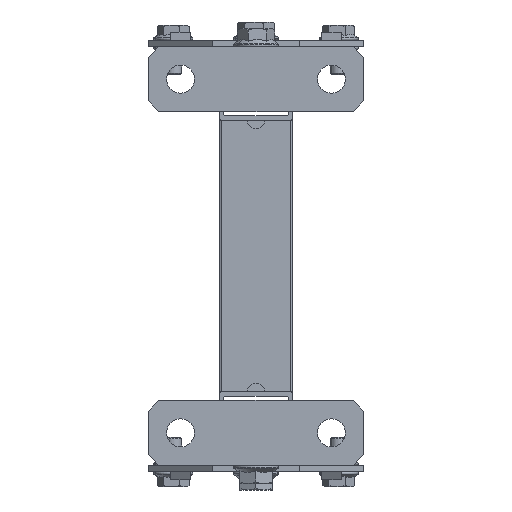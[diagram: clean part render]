
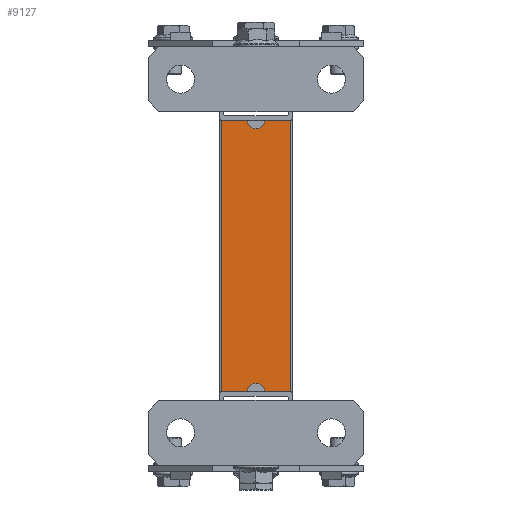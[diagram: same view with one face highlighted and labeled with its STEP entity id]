
A CAD part, front view. The second image highlights one B-rep face of the part: STEP entity #9127.
In plain terms, the highlighted face is planar.
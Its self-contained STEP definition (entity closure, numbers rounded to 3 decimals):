
#425 = PLANE ( 'NONE',  #3729 ) ;
#508 = EDGE_CURVE ( 'NONE', #1970, #4370, #1674, .T. ) ;
#735 = ORIENTED_EDGE ( 'NONE', *, *, #7587, .F. ) ;
#1004 = CARTESIAN_POINT ( 'NONE',  ( 0., 126., 17. ) ) ;
#1023 = VERTEX_POINT ( 'NONE', #9366 ) ;
#1038 = LINE ( 'NONE', #5662, #5192 ) ;
#1112 = VERTEX_POINT ( 'NONE', #10238 ) ;
#1125 = CIRCLE ( 'NONE', #5473, 4. ) ;
#1146 = ORIENTED_EDGE ( 'NONE', *, *, #9679, .F. ) ;
#1195 = CARTESIAN_POINT ( 'NONE',  ( -17., 126., 17. ) ) ;
#1246 = ORIENTED_EDGE ( 'NONE', *, *, #3112, .F. ) ;
#1341 = DIRECTION ( 'NONE',  ( 0., 1., 0. ) ) ;
#1368 = DIRECTION ( 'NONE',  ( 1., 0., 0. ) ) ;
#1397 = VERTEX_POINT ( 'NONE', #10626 ) ;
#1411 = DIRECTION ( 'NONE',  ( 1., 0., 0. ) ) ;
#1429 = VECTOR ( 'NONE', #8458, 1000. ) ;
#1619 = CARTESIAN_POINT ( 'NONE',  ( -4., 126., 17. ) ) ;
#1674 = LINE ( 'NONE', #4722, #9468 ) ;
#1970 = VERTEX_POINT ( 'NONE', #3275 ) ;
#1992 = LINE ( 'NONE', #9620, #8360 ) ;
#2409 = ORIENTED_EDGE ( 'NONE', *, *, #4840, .F. ) ;
#2417 = EDGE_CURVE ( 'NONE', #1397, #1023, #1992, .T. ) ;
#2513 = LINE ( 'NONE', #8239, #8357 ) ;
#2640 = ORIENTED_EDGE ( 'NONE', *, *, #508, .T. ) ;
#2935 = CARTESIAN_POINT ( 'NONE',  ( -16., 0., 17. ) ) ;
#3112 = EDGE_CURVE ( 'NONE', #10552, #1023, #2513, .T. ) ;
#3275 = CARTESIAN_POINT ( 'NONE',  ( -16., 126., 17. ) ) ;
#3330 = ORIENTED_EDGE ( 'NONE', *, *, #2417, .T. ) ;
#3645 = LINE ( 'NONE', #8291, #1429 ) ;
#3729 = AXIS2_PLACEMENT_3D ( 'NONE', #1195, #5295, #7013 ) ;
#4323 = ORIENTED_EDGE ( 'NONE', *, *, #7246, .T. ) ;
#4370 = VERTEX_POINT ( 'NONE', #2935 ) ;
#4722 = CARTESIAN_POINT ( 'NONE',  ( -16., 126., 17. ) ) ;
#4840 = EDGE_CURVE ( 'NONE', #1112, #5987, #5193, .T. ) ;
#5192 = VECTOR ( 'NONE', #1411, 1000. ) ;
#5193 = CIRCLE ( 'NONE', #6379, 4. ) ;
#5204 = DIRECTION ( 'NONE',  ( 0., 0., 1. ) ) ;
#5210 = DIRECTION ( 'NONE',  ( 1., 0., 0. ) ) ;
#5295 = DIRECTION ( 'NONE',  ( 0., 0., -1. ) ) ;
#5473 = AXIS2_PLACEMENT_3D ( 'NONE', #1004, #8478, #5210 ) ;
#5662 = CARTESIAN_POINT ( 'NONE',  ( -17., 126., 17. ) ) ;
#5777 = CARTESIAN_POINT ( 'NONE',  ( 4., 126., 17. ) ) ;
#5987 = VERTEX_POINT ( 'NONE', #8047 ) ;
#6379 = AXIS2_PLACEMENT_3D ( 'NONE', #9387, #5204, #7710 ) ;
#6579 = VERTEX_POINT ( 'NONE', #1619 ) ;
#6904 = EDGE_LOOP ( 'NONE', ( #8301, #2409, #4323, #3330, #1246, #1146, #735, #2640 ) ) ;
#7013 = DIRECTION ( 'NONE',  ( -1., 0., 0. ) ) ;
#7246 = EDGE_CURVE ( 'NONE', #1112, #1397, #3645, .T. ) ;
#7259 = VECTOR ( 'NONE', #1368, 1000. ) ;
#7587 = EDGE_CURVE ( 'NONE', #1970, #6579, #1038, .T. ) ;
#7710 = DIRECTION ( 'NONE',  ( 1., 0., 0. ) ) ;
#8047 = CARTESIAN_POINT ( 'NONE',  ( -4., 0., 17. ) ) ;
#8187 = EDGE_CURVE ( 'NONE', #4370, #5987, #10632, .T. ) ;
#8239 = CARTESIAN_POINT ( 'NONE',  ( -17., 126., 17. ) ) ;
#8291 = CARTESIAN_POINT ( 'NONE',  ( -17., 0., 17. ) ) ;
#8301 = ORIENTED_EDGE ( 'NONE', *, *, #8187, .T. ) ;
#8344 = DIRECTION ( 'NONE',  ( 1., 0., 0. ) ) ;
#8357 = VECTOR ( 'NONE', #8344, 1000. ) ;
#8360 = VECTOR ( 'NONE', #1341, 1000. ) ;
#8458 = DIRECTION ( 'NONE',  ( 1., 0., 0. ) ) ;
#8478 = DIRECTION ( 'NONE',  ( 0., 0., 1. ) ) ;
#9127 = ADVANCED_FACE ( 'NONE', ( #10103 ), #425, .F. ) ;
#9366 = CARTESIAN_POINT ( 'NONE',  ( 16., 126., 17. ) ) ;
#9387 = CARTESIAN_POINT ( 'NONE',  ( 0., 0., 17. ) ) ;
#9468 = VECTOR ( 'NONE', #10528, 1000. ) ;
#9620 = CARTESIAN_POINT ( 'NONE',  ( 16., 126., 17. ) ) ;
#9679 = EDGE_CURVE ( 'NONE', #6579, #10552, #1125, .T. ) ;
#10103 = FACE_OUTER_BOUND ( 'NONE', #6904, .T. ) ;
#10238 = CARTESIAN_POINT ( 'NONE',  ( 4., 0., 17. ) ) ;
#10517 = CARTESIAN_POINT ( 'NONE',  ( -17., 0., 17. ) ) ;
#10528 = DIRECTION ( 'NONE',  ( 0., -1., 0. ) ) ;
#10552 = VERTEX_POINT ( 'NONE', #5777 ) ;
#10626 = CARTESIAN_POINT ( 'NONE',  ( 16., 0., 17. ) ) ;
#10632 = LINE ( 'NONE', #10517, #7259 ) ;
